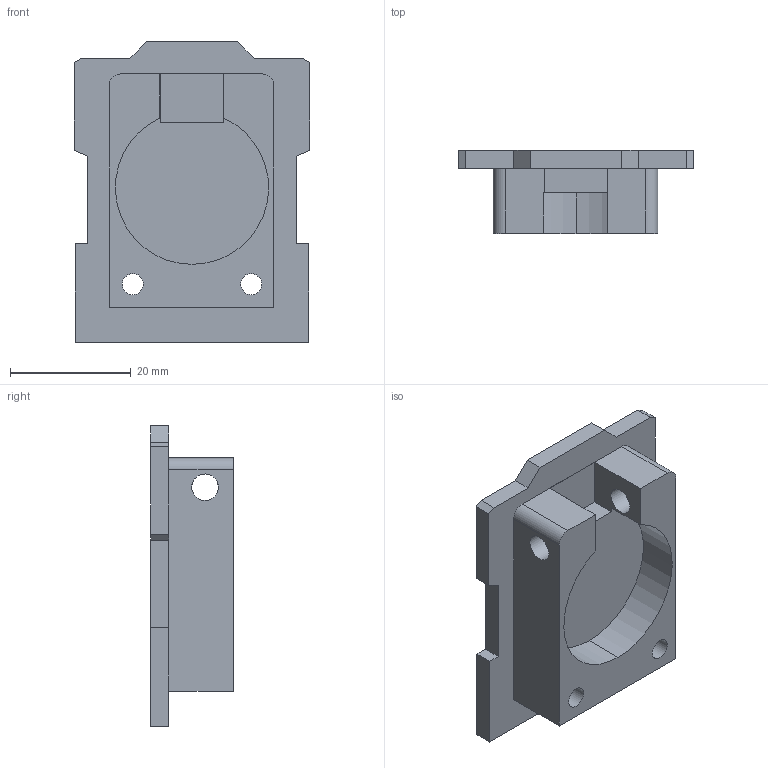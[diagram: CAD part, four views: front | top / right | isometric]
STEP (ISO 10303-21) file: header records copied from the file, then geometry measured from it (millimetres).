
FILE_DESCRIPTION(('HOOPS Exchange Step'),'2;1');
FILE_NAME('temp_export','2026-02-08T09:07:51-06:00',('mobile'),('Shapr3D Limited'),'HOOPS Exchange 2025.9','Shapr3D','Authorized');
FILE_SCHEMA( ('AP242_MANAGED_MODEL_BASED_3D_ENGINEERING_MIM_LF {1 0 10303 442 1 1 4}') );
Length unit declared in the file: millimetre
Products named in the file (3): Upper; Back; root
Assembly tree (2 placements, depth 3):
  root
    Back
      Upper
Bounding box: 39.02 x 13.75 x 49.83 mm (x, y, z)
Volume: 11895.1 mm3; surface area: 6614.3 mm2
Topology: 1 solids, 1 shells, 44 faces, 120 edges, 80 vertices
Faces by surface type: plane 34, cylinder 10
Full cylindrical faces by diameter (mm): 3.5 x2, 4.4 x2, 6 x2
Entity records: 1488 total; most frequent: CARTESIAN_POINT 250, DIRECTION 242, ORIENTED_EDGE 240, EDGE_CURVE 120, VECTOR 98, LINE 98, VERTEX_POINT 80, AXIS2_PLACEMENT_3D 72
